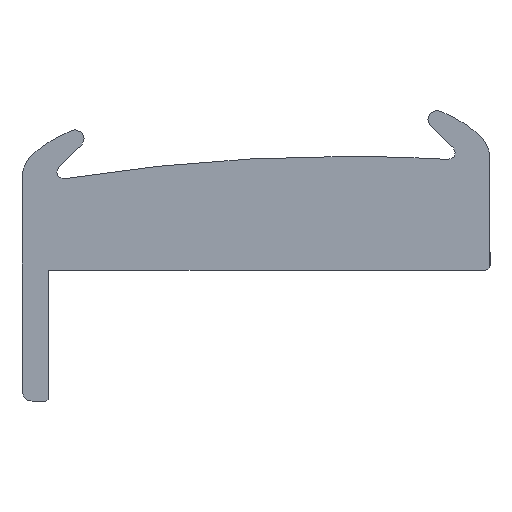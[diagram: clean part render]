
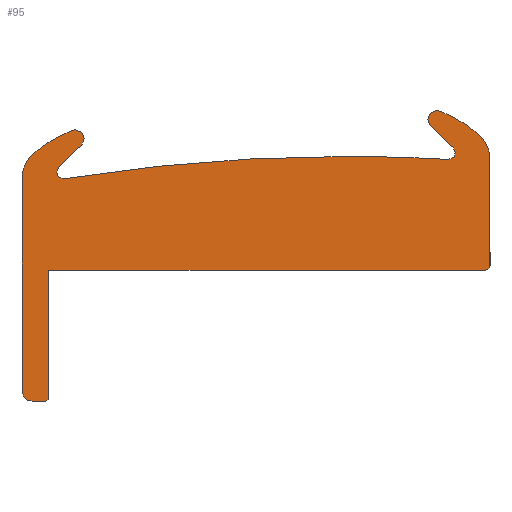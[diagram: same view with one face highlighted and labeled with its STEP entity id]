
A CAD part, left-side view. The second image highlights one B-rep face of the part: STEP entity #95.
In plain terms, the highlighted planar face has unit normal (-1, 0, 0).
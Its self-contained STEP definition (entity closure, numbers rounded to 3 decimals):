
#95=ADVANCED_FACE('',(#187),#188,.F.);
#187=FACE_OUTER_BOUND('',#273,.T.);
#188=PLANE('',#274);
#273=EDGE_LOOP('',(#483,#484,#485,#486,#487,#488,#489,#490,#491,#492,#493,#494,#495,#496,#497,#498,#499,#500,#501,#502,#503,#504,#505,#506));
#274=AXIS2_PLACEMENT_3D('',#507,#508,#509);
#483=ORIENTED_EDGE('',*,*,#614,.F.);
#484=ORIENTED_EDGE('',*,*,#611,.F.);
#485=ORIENTED_EDGE('',*,*,#627,.T.);
#486=ORIENTED_EDGE('',*,*,#605,.F.);
#487=ORIENTED_EDGE('',*,*,#601,.F.);
#488=ORIENTED_EDGE('',*,*,#597,.F.);
#489=ORIENTED_EDGE('',*,*,#537,.F.);
#490=ORIENTED_EDGE('',*,*,#595,.F.);
#491=ORIENTED_EDGE('',*,*,#590,.F.);
#492=ORIENTED_EDGE('',*,*,#557,.F.);
#493=ORIENTED_EDGE('',*,*,#562,.F.);
#494=ORIENTED_EDGE('',*,*,#542,.F.);
#495=ORIENTED_EDGE('',*,*,#588,.F.);
#496=ORIENTED_EDGE('',*,*,#552,.F.);
#497=ORIENTED_EDGE('',*,*,#566,.F.);
#498=ORIENTED_EDGE('',*,*,#584,.F.);
#499=ORIENTED_EDGE('',*,*,#547,.F.);
#500=ORIENTED_EDGE('',*,*,#582,.F.);
#501=ORIENTED_EDGE('',*,*,#577,.F.);
#502=ORIENTED_EDGE('',*,*,#573,.F.);
#503=ORIENTED_EDGE('',*,*,#570,.F.);
#504=ORIENTED_EDGE('',*,*,#628,.T.);
#505=ORIENTED_EDGE('',*,*,#620,.F.);
#506=ORIENTED_EDGE('',*,*,#629,.T.);
#507=CARTESIAN_POINT('',(0.,19.5,10.001));
#508=DIRECTION('',(1.0,0.0,0.0));
#509=DIRECTION('',(0.0,0.0,-1.0));
#537=EDGE_CURVE('',#635,#638,#639,.T.);
#542=EDGE_CURVE('',#644,#647,#648,.T.);
#547=EDGE_CURVE('',#653,#656,#657,.T.);
#552=EDGE_CURVE('',#662,#665,#666,.T.);
#557=EDGE_CURVE('',#671,#674,#675,.T.);
#562=EDGE_CURVE('',#647,#671,#681,.T.);
#566=EDGE_CURVE('',#685,#662,#687,.T.);
#570=EDGE_CURVE('',#692,#694,#695,.T.);
#573=EDGE_CURVE('',#694,#698,#699,.T.);
#577=EDGE_CURVE('',#698,#704,#705,.T.);
#582=EDGE_CURVE('',#704,#653,#711,.T.);
#584=EDGE_CURVE('',#656,#685,#713,.T.);
#588=EDGE_CURVE('',#665,#644,#717,.T.);
#590=EDGE_CURVE('',#674,#719,#720,.T.);
#595=EDGE_CURVE('',#719,#635,#726,.T.);
#597=EDGE_CURVE('',#638,#728,#729,.T.);
#601=EDGE_CURVE('',#728,#734,#735,.T.);
#605=EDGE_CURVE('',#734,#740,#741,.T.);
#611=EDGE_CURVE('',#749,#751,#752,.T.);
#614=EDGE_CURVE('',#751,#755,#756,.T.);
#620=EDGE_CURVE('',#764,#766,#767,.T.);
#627=EDGE_CURVE('',#749,#740,#774,.T.);
#628=EDGE_CURVE('',#692,#766,#775,.T.);
#629=EDGE_CURVE('',#764,#755,#776,.T.);
#635=VERTEX_POINT('',#782);
#638=VERTEX_POINT('',#786);
#639=CIRCLE('',#787,0.4);
#644=VERTEX_POINT('',#793);
#647=VERTEX_POINT('',#797);
#648=CIRCLE('',#798,80.0);
#653=VERTEX_POINT('',#804);
#656=VERTEX_POINT('',#808);
#657=CIRCLE('',#809,0.4);
#662=VERTEX_POINT('',#815);
#665=VERTEX_POINT('',#819);
#666=CIRCLE('',#820,0.3);
#671=VERTEX_POINT('',#826);
#674=VERTEX_POINT('',#830);
#675=CIRCLE('',#831,0.3);
#681=CIRCLE('',#838,0.3);
#685=VERTEX_POINT('',#842);
#687=CIRCLE('',#845,0.3);
#692=VERTEX_POINT('',#851);
#694=VERTEX_POINT('',#854);
#695=LINE('',#855,#856);
#698=VERTEX_POINT('',#860);
#699=CIRCLE('',#861,1.5);
#704=VERTEX_POINT('',#867);
#705=CIRCLE('',#868,6.0);
#711=CIRCLE('',#875,0.4);
#713=LINE('',#877,#878);
#717=CIRCLE('',#883,80.0);
#719=VERTEX_POINT('',#885);
#720=LINE('',#886,#887);
#726=CIRCLE('',#895,0.4);
#728=VERTEX_POINT('',#897);
#729=CIRCLE('',#898,6.0);
#734=VERTEX_POINT('',#904);
#735=CIRCLE('',#905,1.5);
#740=VERTEX_POINT('',#911);
#741=LINE('',#912,#913);
#749=VERTEX_POINT('',#924);
#751=VERTEX_POINT('',#927);
#752=LINE('',#928,#929);
#755=VERTEX_POINT('',#933);
#756=LINE('',#934,#935);
#764=VERTEX_POINT('',#946);
#766=VERTEX_POINT('',#949);
#767=LINE('',#950,#951);
#774=CIRCLE('',#959,0.2);
#775=CIRCLE('',#960,0.5);
#776=CIRCLE('',#961,0.2);
#782=CARTESIAN_POINT('',(0.,2.4,13.065));
#786=CARTESIAN_POINT('',(0.,2.256,13.038));
#787=AXIS2_PLACEMENT_3D('',#967,#968,#969);
#793=CARTESIAN_POINT('',(0.,6.5,11.));
#797=CARTESIAN_POINT('',(0.,1.867,10.866));
#798=AXIS2_PLACEMENT_3D('',#975,#976,#977);
#804=CARTESIAN_POINT('',(0.,18.6,12.197));
#808=CARTESIAN_POINT('',(0.,18.323,11.509));
#809=AXIS2_PLACEMENT_3D('',#983,#984,#985);
#815=CARTESIAN_POINT('',(0.,19.15,9.997));
#819=CARTESIAN_POINT('',(0.,19.103,10.001));
#820=AXIS2_PLACEMENT_3D('',#991,#992,#993);
#826=CARTESIAN_POINT('',(0.,1.85,10.865));
#830=CARTESIAN_POINT('',(0.,1.642,11.381));
#831=AXIS2_PLACEMENT_3D('',#999,#1000,#1001);
#838=AXIS2_PLACEMENT_3D('',#1009,#1010,#1011);
#842=CARTESIAN_POINT('',(0.,19.358,10.514));
#845=AXIS2_PLACEMENT_3D('',#1016,#1017,#1018);
#851=CARTESIAN_POINT('',(0.,21.,0.5));
#854=CARTESIAN_POINT('',(0.,21.,10.001));
#855=CARTESIAN_POINT('',(0.,21.,0.));
#856=VECTOR('',#1021,1.0);
#860=CARTESIAN_POINT('',(0.,20.471,11.144));
#861=AXIS2_PLACEMENT_3D('',#1023,#1024,#1025);
#867=CARTESIAN_POINT('',(0.,18.744,12.171));
#868=AXIS2_PLACEMENT_3D('',#1030,#1031,#1032);
#875=AXIS2_PLACEMENT_3D('',#1040,#1041,#1042);
#877=CARTESIAN_POINT('',(0.,18.323,11.509));
#878=VECTOR('',#1043,1.0);
#883=AXIS2_PLACEMENT_3D('',#1048,#1049,#1050);
#885=CARTESIAN_POINT('',(0.,2.677,12.377));
#886=CARTESIAN_POINT('',(0.,2.677,12.377));
#887=VECTOR('',#1051,1.0);
#895=AXIS2_PLACEMENT_3D('',#1057,#1058,#1059);
#897=CARTESIAN_POINT('',(0.,0.526,12.007));
#898=AXIS2_PLACEMENT_3D('',#1060,#1061,#1062);
#904=CARTESIAN_POINT('',(0.,0.,10.866));
#905=AXIS2_PLACEMENT_3D('',#1067,#1068,#1069);
#911=CARTESIAN_POINT('',(0.,0.,6.1));
#912=CARTESIAN_POINT('',(0.,0.,5.9));
#913=VECTOR('',#1074,1.0);
#924=CARTESIAN_POINT('',(0.,0.2,5.9));
#927=CARTESIAN_POINT('',(0.,19.8,5.9));
#928=CARTESIAN_POINT('',(0.,1.2,5.9));
#929=VECTOR('',#1079,1.0);
#933=CARTESIAN_POINT('',(0.,19.8,0.2));
#934=CARTESIAN_POINT('',(0.,19.8,0.));
#935=VECTOR('',#1081,1.0);
#946=CARTESIAN_POINT('',(0.,20.,0.));
#949=CARTESIAN_POINT('',(0.,20.5,0.));
#950=CARTESIAN_POINT('',(0.,19.8,0.));
#951=VECTOR('',#1086,1.0);
#959=AXIS2_PLACEMENT_3D('',#1097,#1098,#1099);
#960=AXIS2_PLACEMENT_3D('',#1100,#1101,#1102);
#961=AXIS2_PLACEMENT_3D('',#1103,#1104,#1105);
#967=CARTESIAN_POINT('',(0.,2.4,12.665));
#968=DIRECTION('',(1.0,0.0,0.0));
#969=DIRECTION('',(0.0,0.,-1.0));
#975=CARTESIAN_POINT('',(0.,6.5,-69.));
#976=DIRECTION('',(1.0,0.0,-0.0));
#977=DIRECTION('',(0.0,0.,1.0));
#983=CARTESIAN_POINT('',(0.,18.6,11.797));
#984=DIRECTION('',(1.0,0.0,-0.0));
#985=DIRECTION('',(0.0,0.0,1.0));
#991=CARTESIAN_POINT('',(0.,19.15,10.297));
#992=DIRECTION('',(-1.0,0.0,0.0));
#993=DIRECTION('',(0.0,0.0,1.0));
#999=CARTESIAN_POINT('',(0.,1.85,11.165));
#1000=DIRECTION('',(-1.0,0.0,0.0));
#1001=DIRECTION('',(0.0,0.0,1.0));
#1009=CARTESIAN_POINT('',(0.,1.85,11.165));
#1010=DIRECTION('',(-1.0,0.0,0.0));
#1011=DIRECTION('',(0.0,0.0,1.0));
#1016=CARTESIAN_POINT('',(0.,19.15,10.297));
#1017=DIRECTION('',(-1.0,0.0,0.0));
#1018=DIRECTION('',(0.0,0.0,1.0));
#1021=DIRECTION('',(0.0,0.,1.0));
#1023=CARTESIAN_POINT('',(0.,19.5,10.001));
#1024=DIRECTION('',(1.0,0.0,-0.0));
#1025=DIRECTION('',(0.0,0.,1.0));
#1030=CARTESIAN_POINT('',(0.,16.586,6.572));
#1031=DIRECTION('',(1.0,0.0,0.0));
#1032=DIRECTION('',(0.0,0.,-1.0));
#1040=CARTESIAN_POINT('',(0.,18.6,11.797));
#1041=DIRECTION('',(1.0,0.0,-0.0));
#1042=DIRECTION('',(0.0,0.0,1.0));
#1043=DIRECTION('',(0.0,0.721,-0.693));
#1048=CARTESIAN_POINT('',(0.,6.5,-69.));
#1049=DIRECTION('',(1.0,0.0,-0.0));
#1050=DIRECTION('',(0.0,0.,1.0));
#1051=DIRECTION('',(0.0,0.721,0.693));
#1057=CARTESIAN_POINT('',(0.,2.4,12.665));
#1058=DIRECTION('',(1.0,0.0,0.0));
#1059=DIRECTION('',(0.0,0.,-1.0));
#1060=CARTESIAN_POINT('',(0.,4.421,7.443));
#1061=DIRECTION('',(1.0,0.0,-0.0));
#1062=DIRECTION('',(0.0,0.,1.0));
#1067=CARTESIAN_POINT('',(0.,1.5,10.866));
#1068=DIRECTION('',(1.0,0.0,0.0));
#1069=DIRECTION('',(0.0,0.,-1.0));
#1074=DIRECTION('',(0.0,0.,-1.0));
#1079=DIRECTION('',(0.0,1.0,0.));
#1081=DIRECTION('',(0.0,0.,-1.0));
#1086=DIRECTION('',(0.0,1.0,0.));
#1097=CARTESIAN_POINT('',(0.,0.2,6.1));
#1098=DIRECTION('',(-1.0,0.0,0.0));
#1099=DIRECTION('',(0.0,0.0,1.0));
#1100=CARTESIAN_POINT('',(0.,20.5,0.5));
#1101=DIRECTION('',(-1.0,0.0,0.0));
#1102=DIRECTION('',(0.0,0.0,1.0));
#1103=CARTESIAN_POINT('',(0.,20.,0.2));
#1104=DIRECTION('',(-1.0,0.0,0.0));
#1105=DIRECTION('',(0.0,0.0,1.0));
